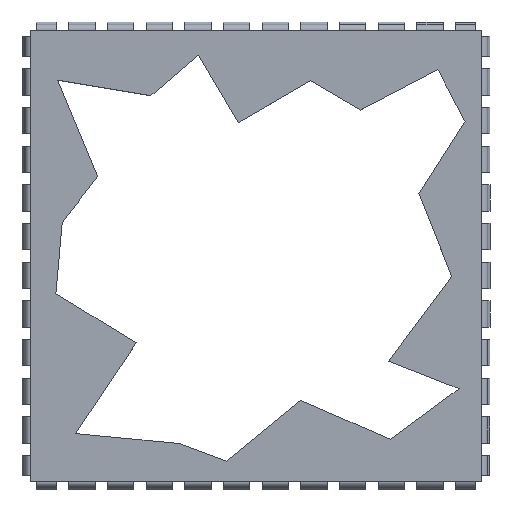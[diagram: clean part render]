
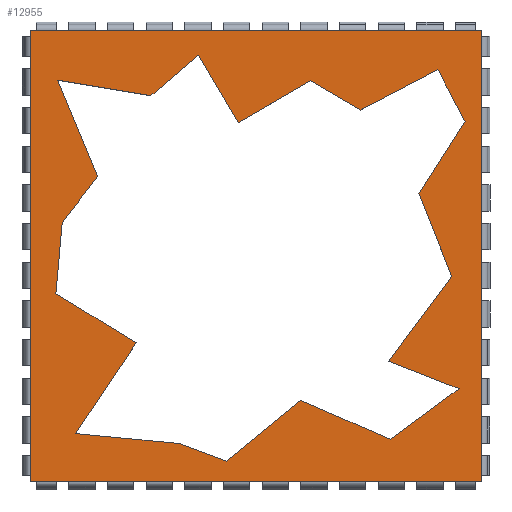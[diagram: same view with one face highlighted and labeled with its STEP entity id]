
A CAD part, top view. The second image highlights one B-rep face of the part: STEP entity #12955.
In plain terms, the highlighted planar face has unit normal (0, 0, 1).
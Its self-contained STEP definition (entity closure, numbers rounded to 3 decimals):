
#12257=CARTESIAN_POINT('',(-33.841,29.999,26.));
#12258=VERTEX_POINT('',#12257);
#12265=CARTESIAN_POINT('',(-27.009,13.517,26.));
#12266=VERTEX_POINT('',#12265);
#12267=CARTESIAN_POINT('',(-27.009,13.517,26.));
#12268=DIRECTION('',(-0.383,0.924,0.0));
#12269=VECTOR('',#12268,17.842);
#12270=LINE('',#12267,#12269);
#12271=EDGE_CURVE('',#12266,#12258,#12270,.T.);
#12296=CARTESIAN_POINT('',(-33.063,5.755,26.));
#12297=VERTEX_POINT('',#12296);
#12298=CARTESIAN_POINT('',(-33.063,5.755,26.));
#12299=DIRECTION('',(0.615,0.789,0.0));
#12300=VECTOR('',#12299,9.844);
#12301=LINE('',#12298,#12300);
#12302=EDGE_CURVE('',#12297,#12266,#12301,.T.);
#12327=CARTESIAN_POINT('',(-34.156,-6.403,26.));
#12328=VERTEX_POINT('',#12327);
#12329=CARTESIAN_POINT('',(-34.156,-6.403,26.));
#12330=DIRECTION('',(0.09,0.996,0.0));
#12331=VECTOR('',#12330,12.207);
#12332=LINE('',#12329,#12331);
#12333=EDGE_CURVE('',#12328,#12297,#12332,.T.);
#12358=CARTESIAN_POINT('',(-20.449,-14.845,26.));
#12359=VERTEX_POINT('',#12358);
#12360=CARTESIAN_POINT('',(-20.449,-14.845,26.));
#12361=DIRECTION('',(-0.851,0.524,0.0));
#12362=VECTOR('',#12361,16.098);
#12363=LINE('',#12360,#12362);
#12364=EDGE_CURVE('',#12359,#12328,#12363,.T.);
#12389=CARTESIAN_POINT('',(-30.798,-30.313,26.));
#12390=VERTEX_POINT('',#12389);
#12391=CARTESIAN_POINT('',(-30.798,-30.313,26.));
#12392=DIRECTION('',(0.556,0.831,0.0));
#12393=VECTOR('',#12392,18.61);
#12394=LINE('',#12391,#12393);
#12395=EDGE_CURVE('',#12390,#12359,#12394,.T.);
#12420=CARTESIAN_POINT('',(-13.097,-32.009,26.));
#12421=VERTEX_POINT('',#12420);
#12422=CARTESIAN_POINT('',(-13.097,-32.009,26.));
#12423=DIRECTION('',(-0.995,0.095,0.0));
#12424=VECTOR('',#12423,17.782);
#12425=LINE('',#12422,#12424);
#12426=EDGE_CURVE('',#12421,#12390,#12425,.T.);
#12451=CARTESIAN_POINT('',(-5.052,-35.035,26.));
#12452=VERTEX_POINT('',#12451);
#12453=CARTESIAN_POINT('',(-5.052,-35.035,26.));
#12454=DIRECTION('',(-0.936,0.352,0.0));
#12455=VECTOR('',#12454,8.596);
#12456=LINE('',#12453,#12455);
#12457=EDGE_CURVE('',#12452,#12421,#12456,.T.);
#12482=CARTESIAN_POINT('',(7.592,-24.632,26.));
#12483=VERTEX_POINT('',#12482);
#12484=CARTESIAN_POINT('',(7.592,-24.632,26.));
#12485=DIRECTION('',(-0.772,-0.635,0.0));
#12486=VECTOR('',#12485,16.373);
#12487=LINE('',#12484,#12486);
#12488=EDGE_CURVE('',#12483,#12452,#12487,.T.);
#12513=CARTESIAN_POINT('',(22.932,-31.291,26.));
#12514=VERTEX_POINT('',#12513);
#12515=CARTESIAN_POINT('',(22.932,-31.291,26.));
#12516=DIRECTION('',(-0.917,0.398,0.0));
#12517=VECTOR('',#12516,16.723);
#12518=LINE('',#12515,#12517);
#12519=EDGE_CURVE('',#12514,#12483,#12518,.T.);
#12544=CARTESIAN_POINT('',(34.65,-22.66,26.));
#12545=VERTEX_POINT('',#12544);
#12546=CARTESIAN_POINT('',(34.65,-22.66,26.));
#12547=DIRECTION('',(-0.805,-0.593,0.0));
#12548=VECTOR('',#12547,14.553);
#12549=LINE('',#12546,#12548);
#12550=EDGE_CURVE('',#12545,#12514,#12549,.T.);
#12575=CARTESIAN_POINT('',(22.582,-17.945,26.));
#12576=VERTEX_POINT('',#12575);
#12577=CARTESIAN_POINT('',(22.582,-17.945,26.));
#12578=DIRECTION('',(0.931,-0.364,0.0));
#12579=VECTOR('',#12578,12.956);
#12580=LINE('',#12577,#12579);
#12581=EDGE_CURVE('',#12576,#12545,#12580,.T.);
#12606=CARTESIAN_POINT('',(33.401,-3.435,26.));
#12607=VERTEX_POINT('',#12606);
#12608=CARTESIAN_POINT('',(33.401,-3.435,26.));
#12609=DIRECTION('',(-0.598,-0.802,0.0));
#12610=VECTOR('',#12609,18.099);
#12611=LINE('',#12608,#12610);
#12612=EDGE_CURVE('',#12607,#12576,#12611,.T.);
#12637=CARTESIAN_POINT('',(27.804,10.605,26.));
#12638=VERTEX_POINT('',#12637);
#12639=CARTESIAN_POINT('',(27.804,10.605,26.));
#12640=DIRECTION('',(0.37,-0.929,0.0));
#12641=VECTOR('',#12640,15.115);
#12642=LINE('',#12639,#12641);
#12643=EDGE_CURVE('',#12638,#12607,#12642,.T.);
#12668=CARTESIAN_POINT('',(35.667,22.91,26.));
#12669=VERTEX_POINT('',#12668);
#12670=CARTESIAN_POINT('',(35.667,22.91,26.));
#12671=DIRECTION('',(-0.538,-0.843,0.0));
#12672=VECTOR('',#12671,14.602);
#12673=LINE('',#12670,#12672);
#12674=EDGE_CURVE('',#12669,#12638,#12673,.T.);
#12699=CARTESIAN_POINT('',(31.049,31.776,26.));
#12700=VERTEX_POINT('',#12699);
#12701=CARTESIAN_POINT('',(31.049,31.776,26.));
#12702=DIRECTION('',(0.462,-0.887,0.0));
#12703=VECTOR('',#12702,9.996);
#12704=LINE('',#12701,#12703);
#12705=EDGE_CURVE('',#12700,#12669,#12704,.T.);
#12730=CARTESIAN_POINT('',(17.846,24.899,26.));
#12731=VERTEX_POINT('',#12730);
#12732=CARTESIAN_POINT('',(17.846,24.899,26.));
#12733=DIRECTION('',(0.887,0.462,0.0));
#12734=VECTOR('',#12733,14.887);
#12735=LINE('',#12732,#12734);
#12736=EDGE_CURVE('',#12731,#12700,#12735,.T.);
#12761=CARTESIAN_POINT('',(9.255,29.927,26.));
#12762=VERTEX_POINT('',#12761);
#12763=CARTESIAN_POINT('',(9.255,29.927,26.));
#12764=DIRECTION('',(0.863,-0.505,0.0));
#12765=VECTOR('',#12764,9.954);
#12766=LINE('',#12763,#12765);
#12767=EDGE_CURVE('',#12762,#12731,#12766,.T.);
#12792=CARTESIAN_POINT('',(-3.035,22.734,26.));
#12793=VERTEX_POINT('',#12792);
#12794=CARTESIAN_POINT('',(-3.035,22.734,26.));
#12795=DIRECTION('',(0.863,0.505,0.0));
#12796=VECTOR('',#12795,14.241);
#12797=LINE('',#12794,#12796);
#12798=EDGE_CURVE('',#12793,#12762,#12797,.T.);
#12823=CARTESIAN_POINT('',(-9.8,34.29,26.));
#12824=VERTEX_POINT('',#12823);
#12825=CARTESIAN_POINT('',(-9.8,34.29,26.));
#12826=DIRECTION('',(0.505,-0.863,0.0));
#12827=VECTOR('',#12826,13.39);
#12828=LINE('',#12825,#12827);
#12829=EDGE_CURVE('',#12824,#12793,#12828,.T.);
#12854=CARTESIAN_POINT('',(-17.923,27.353,26.));
#12855=VERTEX_POINT('',#12854);
#12856=CARTESIAN_POINT('',(-17.923,27.353,26.));
#12857=DIRECTION('',(0.76,0.649,0.0));
#12858=VECTOR('',#12857,10.682);
#12859=LINE('',#12856,#12858);
#12860=EDGE_CURVE('',#12855,#12824,#12859,.T.);
#12883=CARTESIAN_POINT('',(-33.841,29.999,26.));
#12884=DIRECTION('',(0.986,-0.164,0.0));
#12885=VECTOR('',#12884,16.136);
#12886=LINE('',#12883,#12885);
#12887=EDGE_CURVE('',#12258,#12855,#12886,.T.);
#12893=CARTESIAN_POINT('',(0.0,0.,26.));
#12894=DIRECTION('',(0.0,0.0,1.0));
#12895=DIRECTION('',(-1.0,0.0,0.0));
#12896=AXIS2_PLACEMENT_3D('',#12893,#12894,#12895);
#12897=PLANE('',#12896);
#12898=CARTESIAN_POINT('',(-38.5,38.5,26.));
#12899=VERTEX_POINT('',#12898);
#12900=CARTESIAN_POINT('',(-38.5,-38.5,26.));
#12901=VERTEX_POINT('',#12900);
#12902=CARTESIAN_POINT('',(-38.5,38.5,26.));
#12903=DIRECTION('',(0.0,-1.0,0.0));
#12904=VECTOR('',#12903,77.0);
#12905=LINE('',#12902,#12904);
#12906=EDGE_CURVE('',#12899,#12901,#12905,.T.);
#12907=ORIENTED_EDGE('',*,*,#12906,.T.);
#12908=CARTESIAN_POINT('',(38.5,-38.5,26.));
#12909=VERTEX_POINT('',#12908);
#12910=CARTESIAN_POINT('',(-38.5,-38.5,26.));
#12911=DIRECTION('',(1.0,0.0,0.0));
#12912=VECTOR('',#12911,77.0);
#12913=LINE('',#12910,#12912);
#12914=EDGE_CURVE('',#12901,#12909,#12913,.T.);
#12915=ORIENTED_EDGE('',*,*,#12914,.T.);
#12916=CARTESIAN_POINT('',(38.5,38.5,26.));
#12917=VERTEX_POINT('',#12916);
#12918=CARTESIAN_POINT('',(38.5,-38.5,26.));
#12919=DIRECTION('',(0.0,1.0,0.0));
#12920=VECTOR('',#12919,77.0);
#12921=LINE('',#12918,#12920);
#12922=EDGE_CURVE('',#12909,#12917,#12921,.T.);
#12923=ORIENTED_EDGE('',*,*,#12922,.T.);
#12924=CARTESIAN_POINT('',(38.5,38.5,26.));
#12925=DIRECTION('',(-1.0,0.0,0.0));
#12926=VECTOR('',#12925,77.0);
#12927=LINE('',#12924,#12926);
#12928=EDGE_CURVE('',#12917,#12899,#12927,.T.);
#12929=ORIENTED_EDGE('',*,*,#12928,.T.);
#12930=EDGE_LOOP('',(#12907,#12915,#12923,#12929));
#12931=FACE_OUTER_BOUND('',#12930,.T.);
#12932=ORIENTED_EDGE('',*,*,#12271,.T.);
#12933=ORIENTED_EDGE('',*,*,#12887,.T.);
#12934=ORIENTED_EDGE('',*,*,#12860,.T.);
#12935=ORIENTED_EDGE('',*,*,#12829,.T.);
#12936=ORIENTED_EDGE('',*,*,#12798,.T.);
#12937=ORIENTED_EDGE('',*,*,#12767,.T.);
#12938=ORIENTED_EDGE('',*,*,#12736,.T.);
#12939=ORIENTED_EDGE('',*,*,#12705,.T.);
#12940=ORIENTED_EDGE('',*,*,#12674,.T.);
#12941=ORIENTED_EDGE('',*,*,#12643,.T.);
#12942=ORIENTED_EDGE('',*,*,#12612,.T.);
#12943=ORIENTED_EDGE('',*,*,#12581,.T.);
#12944=ORIENTED_EDGE('',*,*,#12550,.T.);
#12945=ORIENTED_EDGE('',*,*,#12519,.T.);
#12946=ORIENTED_EDGE('',*,*,#12488,.T.);
#12947=ORIENTED_EDGE('',*,*,#12457,.T.);
#12948=ORIENTED_EDGE('',*,*,#12426,.T.);
#12949=ORIENTED_EDGE('',*,*,#12395,.T.);
#12950=ORIENTED_EDGE('',*,*,#12364,.T.);
#12951=ORIENTED_EDGE('',*,*,#12333,.T.);
#12952=ORIENTED_EDGE('',*,*,#12302,.T.);
#12953=EDGE_LOOP('',(#12932,#12933,#12934,#12935,#12936,#12937,#12938,#12939,#12940,#12941,#12942,#12943,#12944,#12945,#12946,#12947,#12948,#12949,#12950,#12951,#12952));
#12954=FACE_BOUND('',#12953,.T.);
#12955=ADVANCED_FACE('',(#12931,#12954),#12897,.T.);
